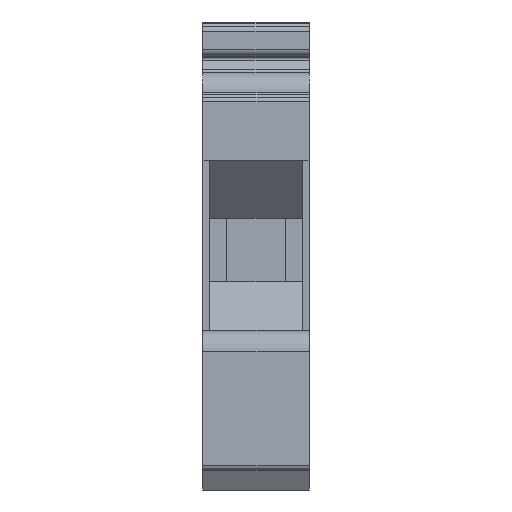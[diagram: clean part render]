
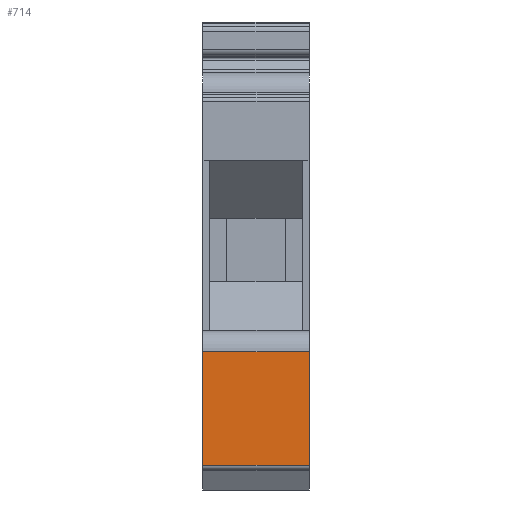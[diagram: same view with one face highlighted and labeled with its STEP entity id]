
A CAD part, left-side view. The second image highlights one B-rep face of the part: STEP entity #714.
In plain terms, the highlighted planar face has unit normal (-1, 0, 0).
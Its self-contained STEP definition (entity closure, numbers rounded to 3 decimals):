
#51 = ORIENTED_EDGE ( 'NONE', *, *, #1107, .T. ) ;
#139 = EDGE_CURVE ( 'NONE', #3131, #1172, #4571, .T. ) ;
#141 = DIRECTION ( 'NONE',  ( 0., -1., 0. ) ) ;
#183 = AXIS2_PLACEMENT_3D ( 'NONE', #2439, #3899, #1311 ) ;
#358 = DIRECTION ( 'NONE',  ( 0., 0., 1. ) ) ;
#379 = EDGE_CURVE ( 'NONE', #3131, #460, #4379, .T. ) ;
#460 = VERTEX_POINT ( 'NONE', #3713 ) ;
#530 = VECTOR ( 'NONE', #1074, 1000. ) ;
#609 = PLANE ( 'NONE',  #183 ) ;
#714 = ADVANCED_FACE ( 'NONE', ( #1383 ), #609, .F. ) ;
#1074 = DIRECTION ( 'NONE',  ( 0., -1., 0. ) ) ;
#1106 = ORIENTED_EDGE ( 'NONE', *, *, #3190, .F. ) ;
#1107 = EDGE_CURVE ( 'NONE', #1172, #1508, #2839, .T. ) ;
#1172 = VERTEX_POINT ( 'NONE', #2865 ) ;
#1311 = DIRECTION ( 'NONE',  ( 0., 0., -1. ) ) ;
#1383 = FACE_OUTER_BOUND ( 'NONE', #3091, .T. ) ;
#1508 = VERTEX_POINT ( 'NONE', #4286 ) ;
#1533 = CARTESIAN_POINT ( 'NONE',  ( -45., 10., 9.9 ) ) ;
#1722 = VECTOR ( 'NONE', #2123, 1000. ) ;
#2123 = DIRECTION ( 'NONE',  ( 0., 0., 1. ) ) ;
#2439 = CARTESIAN_POINT ( 'NONE',  ( -45., 10., 9.9 ) ) ;
#2538 = CARTESIAN_POINT ( 'NONE',  ( -45., 10., 9.9 ) ) ;
#2569 = ORIENTED_EDGE ( 'NONE', *, *, #139, .T. ) ;
#2819 = VECTOR ( 'NONE', #358, 1000. ) ;
#2839 = LINE ( 'NONE', #3936, #1722 ) ;
#2865 = CARTESIAN_POINT ( 'NONE',  ( -45., 0., -0.8 ) ) ;
#3071 = CARTESIAN_POINT ( 'NONE',  ( -45., 10., -0.8 ) ) ;
#3091 = EDGE_LOOP ( 'NONE', ( #2569, #51, #1106, #4048 ) ) ;
#3131 = VERTEX_POINT ( 'NONE', #3186 ) ;
#3186 = CARTESIAN_POINT ( 'NONE',  ( -45., 10., -0.8 ) ) ;
#3190 = EDGE_CURVE ( 'NONE', #460, #1508, #3622, .T. ) ;
#3622 = LINE ( 'NONE', #2538, #530 ) ;
#3713 = CARTESIAN_POINT ( 'NONE',  ( -45., 10., 9.9 ) ) ;
#3796 = VECTOR ( 'NONE', #141, 1000. ) ;
#3899 = DIRECTION ( 'NONE',  ( 1., 0., 0. ) ) ;
#3936 = CARTESIAN_POINT ( 'NONE',  ( -45., 0., 9.9 ) ) ;
#4048 = ORIENTED_EDGE ( 'NONE', *, *, #379, .F. ) ;
#4286 = CARTESIAN_POINT ( 'NONE',  ( -45., 0., 9.9 ) ) ;
#4379 = LINE ( 'NONE', #1533, #2819 ) ;
#4571 = LINE ( 'NONE', #3071, #3796 ) ;
